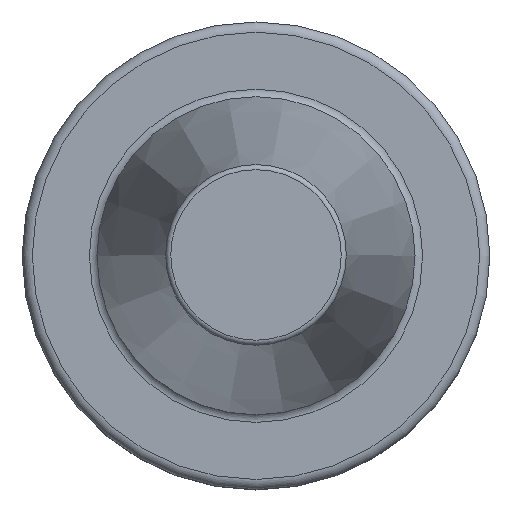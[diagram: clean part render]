
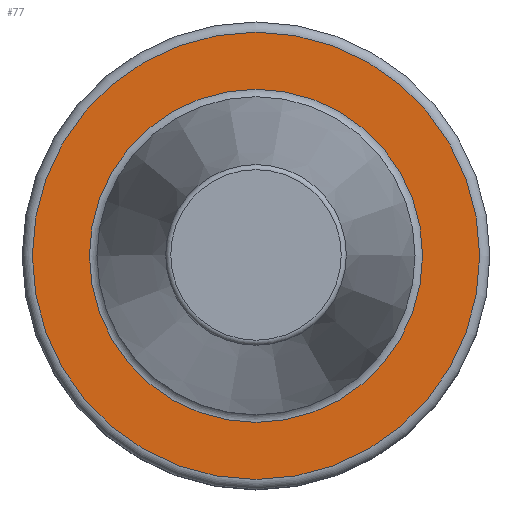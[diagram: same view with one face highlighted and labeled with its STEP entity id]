
A CAD part, top view. The second image highlights one B-rep face of the part: STEP entity #77.
In plain terms, the highlighted planar face has unit normal (0, 0, 1).
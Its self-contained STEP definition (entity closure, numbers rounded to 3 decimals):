
#44=PLANE('',#376);
#77=ADVANCED_FACE('',(#128,#129),#44,.F.);
#128=FACE_BOUND('',#180,.T.);
#129=FACE_BOUND('',#181,.T.);
#180=EDGE_LOOP('',(#232));
#181=EDGE_LOOP('',(#233));
#232=ORIENTED_EDGE('',*,*,#289,.F.);
#233=ORIENTED_EDGE('',*,*,#288,.T.);
#262=VERTEX_POINT('',#561);
#263=VERTEX_POINT('',#564);
#288=EDGE_CURVE('',#262,#262,#314,.T.);
#289=EDGE_CURVE('',#263,#263,#315,.T.);
#314=CIRCLE('',#373,21.99);
#315=CIRCLE('',#375,16.375);
#373=AXIS2_PLACEMENT_3D('',#560,#474,#475);
#375=AXIS2_PLACEMENT_3D('',#563,#478,#479);
#376=AXIS2_PLACEMENT_3D('',#565,#480,#481);
#474=DIRECTION('',(0.0,0.0,1.0));
#475=DIRECTION('',(1.0,0.0,0.0));
#478=DIRECTION('',(0.0,0.0,1.0));
#479=DIRECTION('',(1.0,0.0,0.0));
#480=DIRECTION('',(0.0,0.0,-1.0));
#481=DIRECTION('',(-1.0,0.0,0.0));
#560=CARTESIAN_POINT('',(0.0,0.0,-2.0));
#561=CARTESIAN_POINT('',(21.99,0.0,-2.0));
#563=CARTESIAN_POINT('',(0.0,0.0,-2.0));
#564=CARTESIAN_POINT('',(16.375,0.0,-2.0));
#565=CARTESIAN_POINT('',(0.0,21.99,-2.0));
